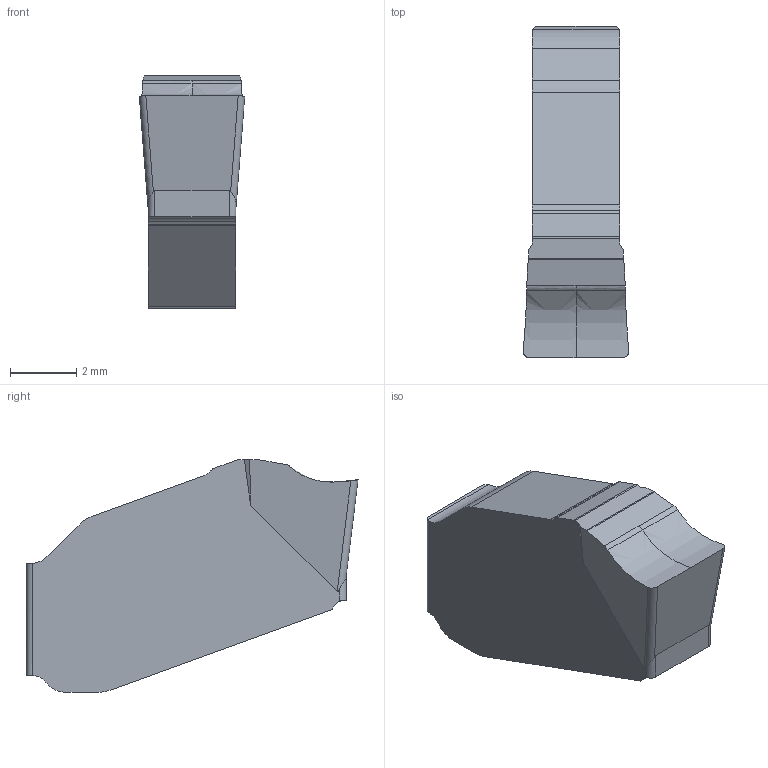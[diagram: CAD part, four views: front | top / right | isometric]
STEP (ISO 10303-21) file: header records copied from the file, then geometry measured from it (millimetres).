
FILE_DESCRIPTION(/* description */ (''),/* implementation_level */ '2;1');
FILE_NAME(/* name */ 'aaa338702_a.stp',/* time_stamp */ '2019-09-26T16:21:13+02:00',/* author */ (''),/* organization */ ('SMS'),/* preprocessor_version */ 'ST-DEVELOPER v16.7',/* originating_system */ 'SIEMENS PLM Software NX 12.0',/* authorisation */ '');
FILE_SCHEMA (('AUTOMOTIVE_DESIGN { 1 0 10303 214 3 1 1 1 }'));
Length unit declared in the file: millimetre
Products named in the file (1): AAA338702_A
Bounding box: 3.17 x 10 x 7 mm (x, y, z)
Volume: 128.8 mm3; surface area: 172.5 mm2
Topology: 1 solids, 1 shells, 41 faces, 115 edges, 78 vertices
Faces by surface type: plane 20, cylinder 17, extrusion 4
Entity records: 1609 total; most frequent: CARTESIAN_POINT 486, ORIENTED_EDGE 228, DIRECTION 218, EDGE_CURVE 114, VERTEX_POINT 75, AXIS2_PLACEMENT_3D 73, VECTOR 72, LINE 68
